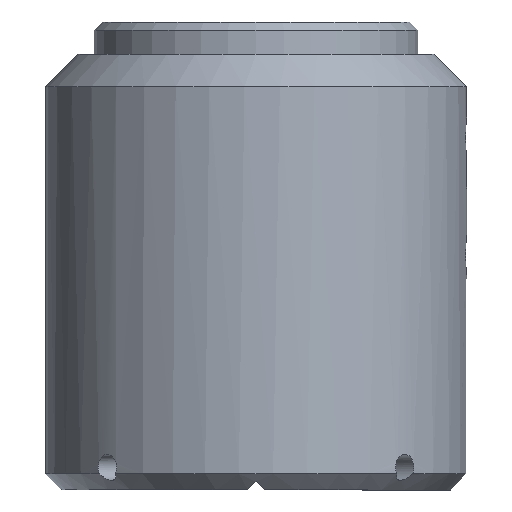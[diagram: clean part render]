
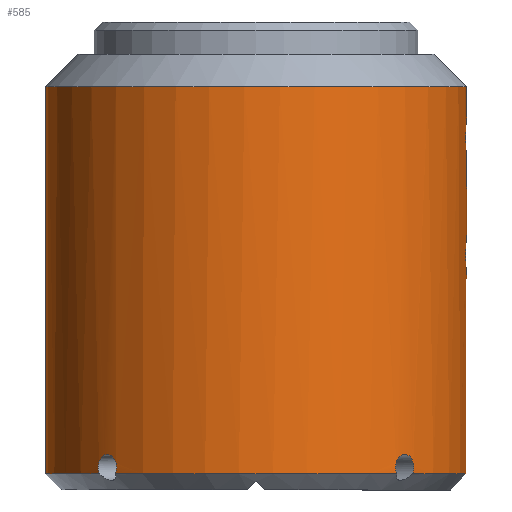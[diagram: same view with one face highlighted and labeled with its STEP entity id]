
A CAD part, left-side view. The second image highlights one B-rep face of the part: STEP entity #585.
In plain terms, the highlighted cylindrical face has radius 13 mm (diameter 26 mm), a full revolution.
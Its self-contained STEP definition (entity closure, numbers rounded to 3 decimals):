
#89=B_SPLINE_CURVE_WITH_KNOTS('',3,(#991,#992,#993,#994,#995,#996,#997),
 .UNSPECIFIED.,.F.,.F.,(4,1,1,1,4),(0.,0.001,0.002,
0.003,0.003),.UNSPECIFIED.);
#91=B_SPLINE_CURVE_WITH_KNOTS('',3,(#1008,#1009,#1010,#1011,#1012,#1013,
#1014),.UNSPECIFIED.,.F.,.F.,(4,1,1,1,4),(0.,0.001,0.002,
0.003,0.003),.UNSPECIFIED.);
#93=B_SPLINE_CURVE_WITH_KNOTS('',3,(#1025,#1026,#1027,#1028,#1029,#1030,
#1031),.UNSPECIFIED.,.F.,.F.,(4,1,1,1,4),(0.,0.001,0.002,
0.003,0.003),.UNSPECIFIED.);
#96=B_SPLINE_CURVE_WITH_KNOTS('',3,(#1059,#1060,#1061,#1062,#1063,#1064,
#1065,#1066,#1067,#1068,#1069),.UNSPECIFIED.,.T.,.F.,(1,1,1,1,1,1,1,1,1,
1,1,1,1,1,1),(-0.003,-0.002,-0.001,
0.,0.001,0.002,0.003,
0.004,0.005,0.006,0.007,
0.008,0.008,0.009,0.01),
 .UNSPECIFIED.);
#97=B_SPLINE_CURVE_WITH_KNOTS('',3,(#1071,#1072,#1073,#1074,#1075,#1076,
#1077,#1078,#1079,#1080,#1081),.UNSPECIFIED.,.T.,.F.,(1,1,1,1,1,1,1,1,1,
1,1,1,1,1,1),(-0.003,-0.002,-0.001,
0.,0.001,0.002,0.003,
0.004,0.005,0.006,0.007,
0.008,0.008,0.009,0.01),
 .UNSPECIFIED.);
#98=B_SPLINE_CURVE_WITH_KNOTS('',3,(#1086,#1087,#1088,#1089,#1090,#1091,
#1092),.UNSPECIFIED.,.F.,.F.,(4,1,1,1,4),(0.,0.001,0.002,
0.003,0.003),.UNSPECIFIED.);
#159=ORIENTED_EDGE('',*,*,#303,.T.);
#160=ORIENTED_EDGE('',*,*,#304,.T.);
#161=ORIENTED_EDGE('',*,*,#294,.T.);
#162=ORIENTED_EDGE('',*,*,#305,.T.);
#163=ORIENTED_EDGE('',*,*,#292,.T.);
#164=ORIENTED_EDGE('',*,*,#306,.T.);
#165=ORIENTED_EDGE('',*,*,#307,.T.);
#166=ORIENTED_EDGE('',*,*,#308,.T.);
#167=ORIENTED_EDGE('',*,*,#296,.T.);
#168=ORIENTED_EDGE('',*,*,#309,.T.);
#169=ORIENTED_EDGE('',*,*,#310,.T.);
#292=EDGE_CURVE('',#365,#366,#89,.T.);
#294=EDGE_CURVE('',#367,#368,#91,.T.);
#296=EDGE_CURVE('',#369,#370,#93,.T.);
#303=EDGE_CURVE('',#376,#376,#96,.T.);
#304=EDGE_CURVE('',#377,#377,#97,.T.);
#305=EDGE_CURVE('',#368,#365,#410,.T.);
#306=EDGE_CURVE('',#366,#378,#411,.T.);
#307=EDGE_CURVE('',#378,#379,#98,.T.);
#308=EDGE_CURVE('',#379,#369,#412,.T.);
#309=EDGE_CURVE('',#370,#367,#413,.T.);
#310=EDGE_CURVE('',#380,#380,#414,.F.);
#365=VERTEX_POINT('',#998);
#366=VERTEX_POINT('',#999);
#367=VERTEX_POINT('',#1015);
#368=VERTEX_POINT('',#1016);
#369=VERTEX_POINT('',#1032);
#370=VERTEX_POINT('',#1033);
#376=VERTEX_POINT('',#1070);
#377=VERTEX_POINT('',#1082);
#378=VERTEX_POINT('',#1085);
#379=VERTEX_POINT('',#1093);
#380=VERTEX_POINT('',#1097);
#410=CIRCLE('',#662,13.);
#411=CIRCLE('',#663,13.);
#412=CIRCLE('',#664,13.);
#413=CIRCLE('',#665,13.);
#414=CIRCLE('',#666,13.);
#449=EDGE_LOOP('',(#159));
#450=EDGE_LOOP('',(#160));
#451=EDGE_LOOP('',(#161,#162,#163,#164,#165,#166,#167,#168));
#452=EDGE_LOOP('',(#169));
#517=FACE_BOUND('',#449,.T.);
#518=FACE_BOUND('',#450,.T.);
#519=FACE_BOUND('',#451,.T.);
#520=FACE_BOUND('',#452,.T.);
#566=CYLINDRICAL_SURFACE('',#661,13.);
#585=ADVANCED_FACE('',(#517,#518,#519,#520),#566,.T.);
#661=AXIS2_PLACEMENT_3D('',#1058,#780,#781);
#662=AXIS2_PLACEMENT_3D('',#1083,#782,#783);
#663=AXIS2_PLACEMENT_3D('',#1084,#784,#785);
#664=AXIS2_PLACEMENT_3D('',#1094,#786,#787);
#665=AXIS2_PLACEMENT_3D('',#1095,#788,#789);
#666=AXIS2_PLACEMENT_3D('',#1096,#790,#791);
#780=DIRECTION('',(0.,0.,-1.));
#781=DIRECTION('',(-1.,0.,0.));
#782=DIRECTION('',(0.,0.,1.));
#783=DIRECTION('',(1.,0.,0.));
#784=DIRECTION('',(0.,0.,1.));
#785=DIRECTION('',(1.,0.,0.));
#786=DIRECTION('',(0.,0.,1.));
#787=DIRECTION('',(1.,0.,0.));
#788=DIRECTION('',(0.,0.,1.));
#789=DIRECTION('',(1.,0.,0.));
#790=DIRECTION('',(0.,0.,1.));
#791=DIRECTION('',(1.,0.,0.));
#991=CARTESIAN_POINT('',(90.331,-8.689,0.8));
#992=CARTESIAN_POINT('',(90.236,-8.584,1.044));
#993=CARTESIAN_POINT('',(90.237,-8.588,1.678));
#994=CARTESIAN_POINT('',(90.799,-9.201,2.161));
#995=CARTESIAN_POINT('',(91.411,-9.762,1.679));
#996=CARTESIAN_POINT('',(91.416,-9.764,1.044));
#997=CARTESIAN_POINT('',(91.311,-9.669,0.8));
#998=CARTESIAN_POINT('',(90.331,-8.689,0.8));
#999=CARTESIAN_POINT('',(91.311,-9.669,0.8));
#1008=CARTESIAN_POINT('',(91.311,9.669,0.8));
#1009=CARTESIAN_POINT('',(91.416,9.764,1.044));
#1010=CARTESIAN_POINT('',(91.412,9.763,1.678));
#1011=CARTESIAN_POINT('',(90.799,9.201,2.161));
#1012=CARTESIAN_POINT('',(90.238,8.589,1.679));
#1013=CARTESIAN_POINT('',(90.236,8.584,1.044));
#1014=CARTESIAN_POINT('',(90.331,8.689,0.8));
#1015=CARTESIAN_POINT('',(91.311,9.669,0.8));
#1016=CARTESIAN_POINT('',(90.331,8.689,0.8));
#1025=CARTESIAN_POINT('',(109.669,8.689,0.8));
#1026=CARTESIAN_POINT('',(109.764,8.584,1.044));
#1027=CARTESIAN_POINT('',(109.763,8.588,1.678));
#1028=CARTESIAN_POINT('',(109.201,9.201,2.161));
#1029=CARTESIAN_POINT('',(108.589,9.762,1.679));
#1030=CARTESIAN_POINT('',(108.584,9.764,1.044));
#1031=CARTESIAN_POINT('',(108.689,9.669,0.8));
#1032=CARTESIAN_POINT('',(109.669,8.689,0.8));
#1033=CARTESIAN_POINT('',(108.689,9.669,0.8));
#1058=CARTESIAN_POINT('',(100.,0.,-2.2));
#1059=CARTESIAN_POINT('',(87.046,1.126,15.033));
#1060=CARTESIAN_POINT('',(86.99,0.294,15.622));
#1061=CARTESIAN_POINT('',(87.01,-0.71,15.449));
#1062=CARTESIAN_POINT('',(87.065,-1.296,14.62));
#1063=CARTESIAN_POINT('',(87.046,-1.125,13.616));
#1064=CARTESIAN_POINT('',(86.99,-0.294,13.028));
#1065=CARTESIAN_POINT('',(87.01,0.708,13.2));
#1066=CARTESIAN_POINT('',(87.065,1.297,14.03));
#1067=CARTESIAN_POINT('',(87.046,1.126,15.033));
#1068=CARTESIAN_POINT('',(86.99,0.294,15.622));
#1069=CARTESIAN_POINT('',(87.01,-0.71,15.449));
#1070=CARTESIAN_POINT('',(87.003,0.265,15.495));
#1071=CARTESIAN_POINT('',(87.046,1.126,22.283));
#1072=CARTESIAN_POINT('',(86.99,0.294,22.872));
#1073=CARTESIAN_POINT('',(87.01,-0.71,22.699));
#1074=CARTESIAN_POINT('',(87.065,-1.296,21.87));
#1075=CARTESIAN_POINT('',(87.046,-1.125,20.866));
#1076=CARTESIAN_POINT('',(86.99,-0.294,20.278));
#1077=CARTESIAN_POINT('',(87.01,0.708,20.45));
#1078=CARTESIAN_POINT('',(87.065,1.297,21.28));
#1079=CARTESIAN_POINT('',(87.046,1.126,22.283));
#1080=CARTESIAN_POINT('',(86.99,0.294,22.872));
#1081=CARTESIAN_POINT('',(87.01,-0.71,22.699));
#1082=CARTESIAN_POINT('',(87.003,0.265,22.745));
#1083=CARTESIAN_POINT('',(100.,0.,0.8));
#1084=CARTESIAN_POINT('',(100.,0.,0.8));
#1085=CARTESIAN_POINT('',(108.689,-9.669,0.8));
#1086=CARTESIAN_POINT('',(108.689,-9.669,0.8));
#1087=CARTESIAN_POINT('',(108.584,-9.764,1.044));
#1088=CARTESIAN_POINT('',(108.588,-9.763,1.678));
#1089=CARTESIAN_POINT('',(109.201,-9.201,2.161));
#1090=CARTESIAN_POINT('',(109.762,-8.589,1.679));
#1091=CARTESIAN_POINT('',(109.764,-8.584,1.044));
#1092=CARTESIAN_POINT('',(109.669,-8.689,0.8));
#1093=CARTESIAN_POINT('',(109.669,-8.689,0.8));
#1094=CARTESIAN_POINT('',(100.,0.,0.8));
#1095=CARTESIAN_POINT('',(100.,0.,0.8));
#1096=CARTESIAN_POINT('',(100.,0.,24.7));
#1097=CARTESIAN_POINT('',(113.,0.,24.7));
